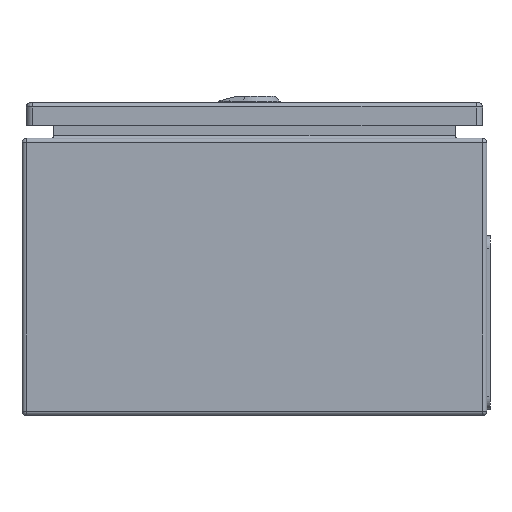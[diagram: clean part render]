
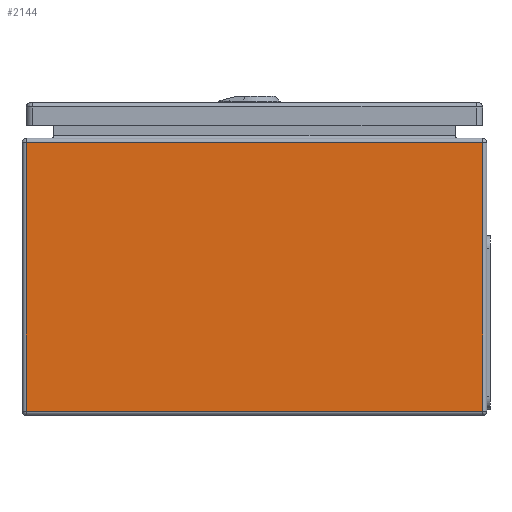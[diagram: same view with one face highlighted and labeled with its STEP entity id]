
A CAD part, left-side view. The second image highlights one B-rep face of the part: STEP entity #2144.
In plain terms, the highlighted planar face has unit normal (-1, 0, 0).
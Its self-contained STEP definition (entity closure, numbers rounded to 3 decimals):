
#2144=ADVANCED_FACE('',(#2796),#2582,.T.);
#2582=PLANE('',#8896);
#2796=FACE_OUTER_BOUND('',#3197,.T.);
#3197=EDGE_LOOP('',(#3820,#3821,#3822,#3823));
#3820=ORIENTED_EDGE('',*,*,#6642,.T.);
#3821=ORIENTED_EDGE('',*,*,#6643,.T.);
#3822=ORIENTED_EDGE('',*,*,#6644,.T.);
#3823=ORIENTED_EDGE('',*,*,#6645,.T.);
#5940=VERTEX_POINT('',#12164);
#5941=VERTEX_POINT('',#12165);
#5942=VERTEX_POINT('',#12167);
#5943=VERTEX_POINT('',#12169);
#6642=EDGE_CURVE('',#5940,#5941,#7682,.T.);
#6643=EDGE_CURVE('',#5941,#5942,#7683,.T.);
#6644=EDGE_CURVE('',#5942,#5943,#7684,.T.);
#6645=EDGE_CURVE('',#5943,#5940,#7685,.T.);
#7682=LINE('',#12163,#8294);
#7683=LINE('',#12166,#8295);
#7684=LINE('',#12168,#8296);
#7685=LINE('',#12170,#8297);
#8294=VECTOR('',#9835,1.);
#8295=VECTOR('',#9836,1.);
#8296=VECTOR('',#9837,1.);
#8297=VECTOR('',#9838,1.);
#8896=AXIS2_PLACEMENT_3D('',#12171,#9839,#9840);
#9835=DIRECTION('',(0.,0.,-1.));
#9836=DIRECTION('',(0.,-1.,0.));
#9837=DIRECTION('',(0.,0.,1.));
#9838=DIRECTION('',(0.,1.,0.));
#9839=DIRECTION('',(-1.,0.,0.));
#9840=DIRECTION('',(0.,0.,1.));
#12163=CARTESIAN_POINT('',(-125.,147.2,179.));
#12164=CARTESIAN_POINT('',(-125.,147.2,176.2));
#12165=CARTESIAN_POINT('',(-125.,147.2,2.8));
#12166=CARTESIAN_POINT('',(-125.,-150.,2.8));
#12167=CARTESIAN_POINT('',(-125.,-147.2,2.8));
#12168=CARTESIAN_POINT('',(-125.,-147.2,179.));
#12169=CARTESIAN_POINT('',(-125.,-147.2,176.2));
#12170=CARTESIAN_POINT('',(-125.,150.,176.2));
#12171=CARTESIAN_POINT('',(-125.,-150.,179.));
